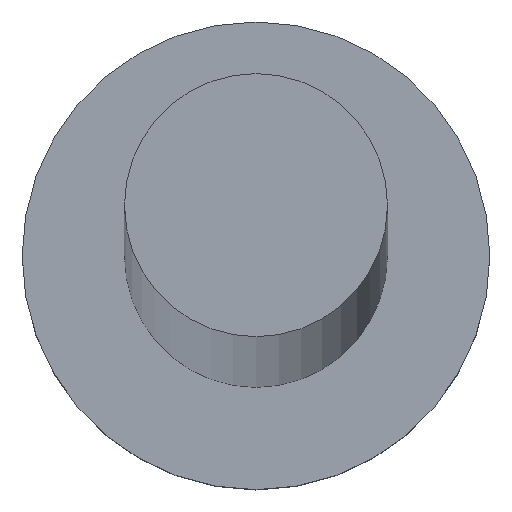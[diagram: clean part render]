
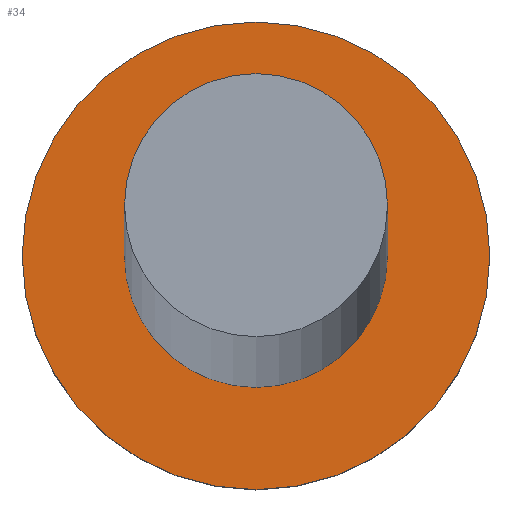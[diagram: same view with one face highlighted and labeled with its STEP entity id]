
A CAD part, top view. The second image highlights one B-rep face of the part: STEP entity #34.
In plain terms, the highlighted planar face has unit normal (0, 0, 1).
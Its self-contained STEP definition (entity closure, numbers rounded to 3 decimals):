
#4 = EDGE_LOOP ( 'NONE', ( #39, #95 ) ) ;
#9 = VERTEX_POINT ( 'NONE', #45 ) ;
#16 = CARTESIAN_POINT ( 'NONE',  ( 0., 0., 3. ) ) ;
#18 = DIRECTION ( 'NONE',  ( 1., 0., 0. ) ) ;
#31 = FACE_OUTER_BOUND ( 'NONE', #80, .T. ) ;
#34 = ADVANCED_FACE ( 'NONE', ( #48, #31 ), #52, .T. ) ;
#35 = AXIS2_PLACEMENT_3D ( 'NONE', #209, #123, #204 ) ;
#38 = EDGE_CURVE ( 'NONE', #9, #224, #176, .T. ) ;
#39 = ORIENTED_EDGE ( 'NONE', *, *, #38, .F. ) ;
#41 = CIRCLE ( 'NONE', #134, 2.25 ) ;
#45 = CARTESIAN_POINT ( 'NONE',  ( -2.25, 0., 3. ) ) ;
#48 = FACE_BOUND ( 'NONE', #4, .T. ) ;
#52 = PLANE ( 'NONE',  #139 ) ;
#56 = CARTESIAN_POINT ( 'NONE',  ( -4., 0., 3. ) ) ;
#64 = ORIENTED_EDGE ( 'NONE', *, *, #83, .T. ) ;
#65 = CIRCLE ( 'NONE', #124, 4. ) ;
#79 = CARTESIAN_POINT ( 'NONE',  ( 0., 0., 3. ) ) ;
#80 = EDGE_LOOP ( 'NONE', ( #64, #116 ) ) ;
#83 = EDGE_CURVE ( 'NONE', #135, #118, #237, .T. ) ;
#92 = DIRECTION ( 'NONE',  ( 0., 0., 1. ) ) ;
#95 = ORIENTED_EDGE ( 'NONE', *, *, #183, .F. ) ;
#115 = CARTESIAN_POINT ( 'NONE',  ( 2.25, 0., 3. ) ) ;
#116 = ORIENTED_EDGE ( 'NONE', *, *, #229, .T. ) ;
#118 = VERTEX_POINT ( 'NONE', #215 ) ;
#121 = DIRECTION ( 'NONE',  ( 0., 0., 1. ) ) ;
#123 = DIRECTION ( 'NONE',  ( 0., 0., 1. ) ) ;
#124 = AXIS2_PLACEMENT_3D ( 'NONE', #79, #235, #18 ) ;
#126 = CARTESIAN_POINT ( 'NONE',  ( 0., 0., 3. ) ) ;
#134 = AXIS2_PLACEMENT_3D ( 'NONE', #16, #92, #230 ) ;
#135 = VERTEX_POINT ( 'NONE', #56 ) ;
#139 = AXIS2_PLACEMENT_3D ( 'NONE', #126, #121, #245 ) ;
#150 = DIRECTION ( 'NONE',  ( 1., 0., 0. ) ) ;
#157 = AXIS2_PLACEMENT_3D ( 'NONE', #174, #252, #150 ) ;
#174 = CARTESIAN_POINT ( 'NONE',  ( 0., 0., 3. ) ) ;
#176 = CIRCLE ( 'NONE', #35, 2.25 ) ;
#183 = EDGE_CURVE ( 'NONE', #224, #9, #41, .T. ) ;
#204 = DIRECTION ( 'NONE',  ( 1., 0., 0. ) ) ;
#209 = CARTESIAN_POINT ( 'NONE',  ( 0., 0., 3. ) ) ;
#215 = CARTESIAN_POINT ( 'NONE',  ( 4., 0., 3. ) ) ;
#224 = VERTEX_POINT ( 'NONE', #115 ) ;
#229 = EDGE_CURVE ( 'NONE', #118, #135, #65, .T. ) ;
#230 = DIRECTION ( 'NONE',  ( 1., 0., 0. ) ) ;
#235 = DIRECTION ( 'NONE',  ( 0., 0., 1. ) ) ;
#237 = CIRCLE ( 'NONE', #157, 4. ) ;
#245 = DIRECTION ( 'NONE',  ( 1., 0., 0. ) ) ;
#252 = DIRECTION ( 'NONE',  ( 0., 0., 1. ) ) ;
